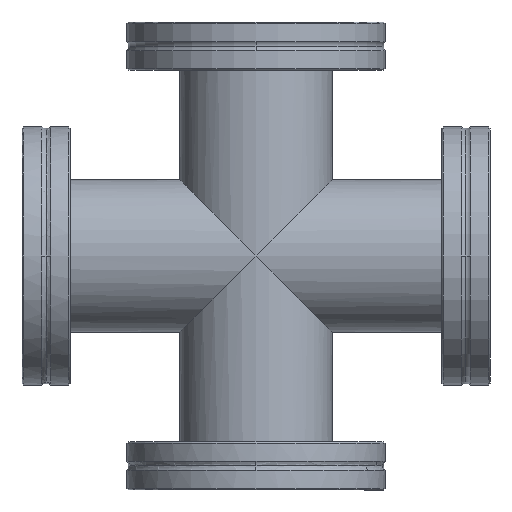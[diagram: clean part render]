
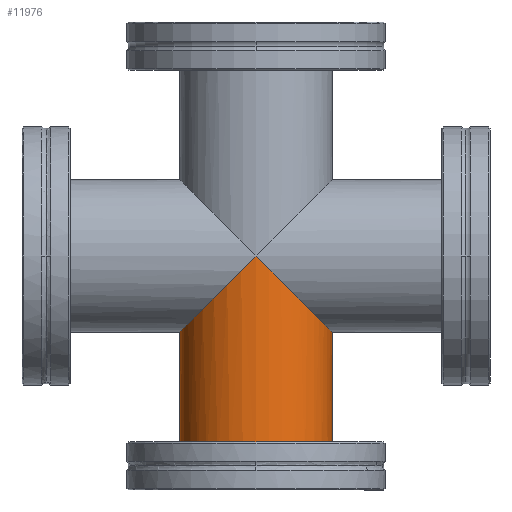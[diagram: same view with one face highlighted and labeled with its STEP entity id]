
A CAD part, front view. The second image highlights one B-rep face of the part: STEP entity #11976.
In plain terms, the highlighted cylindrical face has radius 20.5 mm (diameter 41 mm), a partial arc.
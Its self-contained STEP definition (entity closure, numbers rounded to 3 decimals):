
#884=CARTESIAN_POINT('',(20.5,0.,-20.5));
#885=VERTEX_POINT('',#884);
#976=CARTESIAN_POINT('',(-20.5,0.,-20.5));
#977=VERTEX_POINT('',#976);
#978=CARTESIAN_POINT('',(-20.5,0.,-57.5));
#979=VERTEX_POINT('',#978);
#980=CARTESIAN_POINT('',(-20.5,0.,-20.5));
#981=DIRECTION('',(0.0,0.0,-1.0));
#982=VECTOR('',#981,37.0);
#983=LINE('',#980,#982);
#984=EDGE_CURVE('',#977,#979,#983,.T.);
#994=CARTESIAN_POINT('',(20.5,0.,-57.5));
#995=VERTEX_POINT('',#994);
#996=CARTESIAN_POINT('',(20.5,0.,-57.5));
#997=DIRECTION('',(0.0,0.0,1.0));
#998=VECTOR('',#997,37.);
#999=LINE('',#996,#998);
#1000=EDGE_CURVE('',#995,#885,#999,.T.);
#9179=CARTESIAN_POINT('',(0.0,0.0,-57.5));
#9180=DIRECTION('',(0.0,0.0,1.0));
#9181=DIRECTION('',(-1.0,0.0,0.0));
#9182=AXIS2_PLACEMENT_3D('',#9179,#9180,#9181);
#9183=CIRCLE('',#9182,20.5);
#9184=EDGE_CURVE('',#979,#995,#9183,.T.);
#11939=CARTESIAN_POINT('',(0.0,-20.5,0.0));
#11940=VERTEX_POINT('',#11939);
#11941=CARTESIAN_POINT('',(0.0,0.0,0.0));
#11942=DIRECTION('',(0.707,0.0,-0.707));
#11943=DIRECTION('',(0.707,0.0,0.707));
#11944=AXIS2_PLACEMENT_3D('',#11941,#11942,#11943);
#11945=ELLIPSE('',#11944,28.991,20.5);
#11946=EDGE_CURVE('',#11940,#977,#11945,.T.);
#11958=CARTESIAN_POINT('',(0.0,0.0,0.0));
#11959=DIRECTION('',(0.0,0.0,-1.0));
#11960=DIRECTION('',(-1.0,0.0,0.0));
#11961=AXIS2_PLACEMENT_3D('',#11958,#11959,#11960);
#11962=CYLINDRICAL_SURFACE('',#11961,20.5);
#11963=ORIENTED_EDGE('',*,*,#984,.T.);
#11964=ORIENTED_EDGE('',*,*,#9184,.T.);
#11965=ORIENTED_EDGE('',*,*,#1000,.T.);
#11966=CARTESIAN_POINT('',(0.0,0.0,0.0));
#11967=DIRECTION('',(-0.707,0.0,-0.707));
#11968=DIRECTION('',(0.707,0.0,-0.707));
#11969=AXIS2_PLACEMENT_3D('',#11966,#11967,#11968);
#11970=ELLIPSE('',#11969,28.991,20.5);
#11971=EDGE_CURVE('',#885,#11940,#11970,.T.);
#11972=ORIENTED_EDGE('',*,*,#11971,.T.);
#11973=ORIENTED_EDGE('',*,*,#11946,.T.);
#11974=EDGE_LOOP('',(#11963,#11964,#11965,#11972,#11973));
#11975=FACE_OUTER_BOUND('',#11974,.T.);
#11976=ADVANCED_FACE('',(#11975),#11962,.T.);
